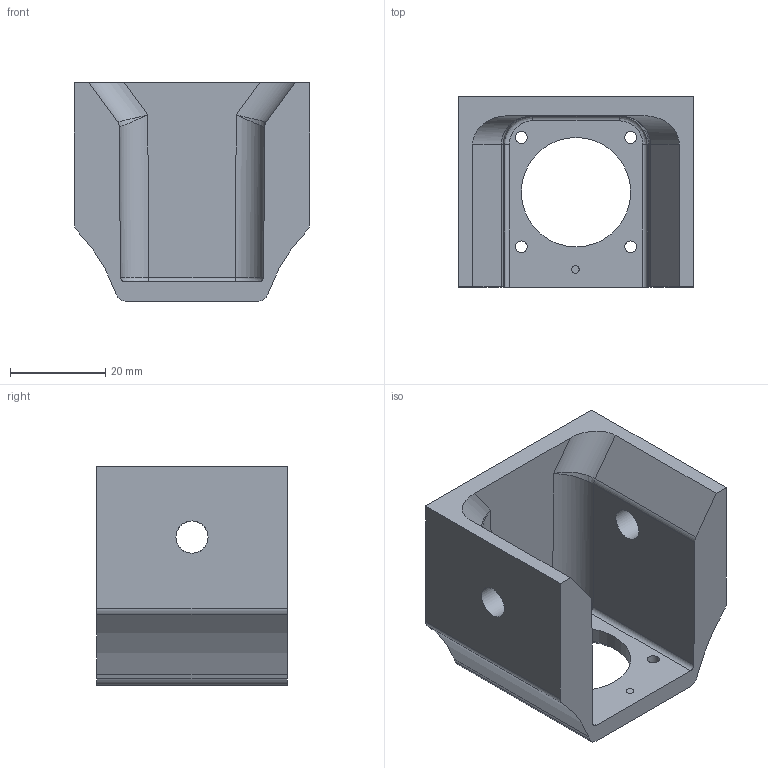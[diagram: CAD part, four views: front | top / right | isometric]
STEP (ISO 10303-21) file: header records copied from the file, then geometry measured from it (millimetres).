
FILE_DESCRIPTION(/* description */ ('','CAx-IF Rec.Pracs.---Representation and Presentation of Product Manufacturing Information (PMI)---4.0---2014-10-13'),/* implementation_level */ '2;1');
FILE_NAME(/* name */ 'v6_headShell.step',/* time_stamp */ '2025-04-01T20:08:48-07:00',/* author */ (''),/* organization */ (''),/* preprocessor_version */ 'ST-DEVELOPER v20',/* originating_system */ 'Autodesk Translation Framework v13.20.0.188',/* authorisation */ '');
FILE_SCHEMA (('AP242_MANAGED_MODEL_BASED_3D_ENGINEERING_MIM_LF { 1 0 10303 442 1 1 4 }'));
Length unit declared in the file: millimetre
Products named in the file (1): topShell
Bounding box: 49.42 x 40 x 45.9 mm (x, y, z)
Volume: 34226.4 mm3; surface area: 13637.2 mm2
Topology: 1 solids, 1 shells, 57 faces, 135 edges, 84 vertices
Faces by surface type: cylinder 28, plane 20, cone 5, bspline 4
Full cylindrical faces by diameter (mm): 1.623 x2, 2.48 x4, 2.529 x4, 6.779 x2, 23 x1
Entity records: 1792 total; most frequent: CARTESIAN_POINT 379, DIRECTION 305, ORIENTED_EDGE 266, EDGE_CURVE 133, AXIS2_PLACEMENT_3D 118, VERTEX_POINT 84, EDGE_LOOP 77, LINE 69
